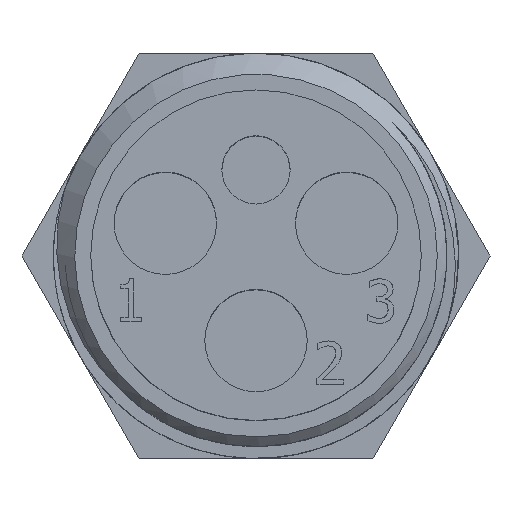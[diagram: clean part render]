
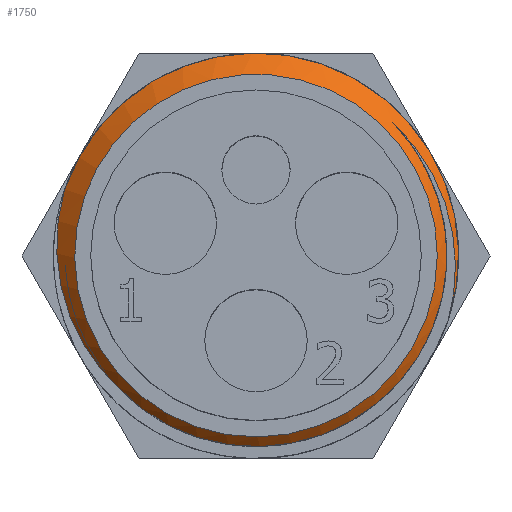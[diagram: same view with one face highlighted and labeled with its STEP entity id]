
A CAD part, top view. The second image highlights one B-rep face of the part: STEP entity #1750.
In plain terms, the highlighted conical face has half-angle 45 degrees and reference radius 9 mm.
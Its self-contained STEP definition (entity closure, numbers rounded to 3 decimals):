
#322=FACE_BOUND($,#558,.T.);
#360=CIRCLE($,#1823,8.95);
#362=CIRCLE($,#1827,9.5);
#363=CIRCLE($,#1828,8.5);
#390=CONICAL_SURFACE($,#1826,9.,45.);
#457=FACE_OUTER_BOUND($,#557,.T.);
#557=EDGE_LOOP($,(#1398,#1399,#1400,#1401));
#558=EDGE_LOOP($,(#1402));
#695=B_SPLINE_CURVE_WITH_KNOTS($,3,(#5349,#5350,#5351,#5352,#5353,#5354,
#5355,#5356,#5357,#5358),.UNSPECIFIED.,.F.,.F.,(4,3,3,4),(0.878,
0.977,1.444,1.897),.UNSPECIFIED.);
#698=B_SPLINE_CURVE_WITH_KNOTS($,3,(#5586,#5587,#5588,#5589,#5590,#5591,
#5592,#5593,#5594,#5595),.UNSPECIFIED.,.F.,.F.,(4,3,3,4),(0.,0.453,
0.919,1.018),.UNSPECIFIED.);
#818=VERTEX_POINT($,#5281);
#820=VERTEX_POINT($,#5315);
#823=VERTEX_POINT($,#5499);
#824=VERTEX_POINT($,#5585);
#826=VERTEX_POINT($,#5638);
#1040=EDGE_CURVE($,#818,#820,#695,.T.);
#1043=EDGE_CURVE($,#824,#823,#698,.T.);
#1047=EDGE_CURVE($,#820,#824,#360,.T.);
#1049=EDGE_CURVE($,#823,#818,#362,.T.);
#1050=EDGE_CURVE($,#826,#826,#363,.T.);
#1398=ORIENTED_EDGE($,*,*,#1043,.T.);
#1399=ORIENTED_EDGE($,*,*,#1049,.T.);
#1400=ORIENTED_EDGE($,*,*,#1040,.T.);
#1401=ORIENTED_EDGE($,*,*,#1047,.T.);
#1402=ORIENTED_EDGE($,*,*,#1050,.T.);
#1750=ADVANCED_FACE($,(#457,#322),#390,.T.);
#1823=AXIS2_PLACEMENT_3D($,#5633,#2062,#2063);
#1826=AXIS2_PLACEMENT_3D($,#5636,#2068,#2069);
#1827=AXIS2_PLACEMENT_3D($,#5637,#2070,#2071);
#1828=AXIS2_PLACEMENT_3D($,#5639,#2072,#2073);
#2062=DIRECTION('center_axis',(0.,0.,1.));
#2063=DIRECTION('ref_axis',(0.,1.,0.));
#2068=DIRECTION('center_axis',(0.,0.,-1.));
#2069=DIRECTION('ref_axis',(-1.,0.,0.));
#2070=DIRECTION('center_axis',(0.,0.,1.));
#2071=DIRECTION('ref_axis',(-1.,0.,0.));
#2072=DIRECTION('center_axis',(0.,0.,-1.));
#2073=DIRECTION('ref_axis',(-1.,0.,0.));
#5281=CARTESIAN_POINT('',(-8.975,3.115,8.5));
#5315=CARTESIAN_POINT('',(-6.469,-6.185,9.05));
#5349=CARTESIAN_POINT('Ctrl Pts',(-8.975,3.115,8.5));
#5350=CARTESIAN_POINT('Ctrl Pts',(-9.066,2.8,8.517));
#5351=CARTESIAN_POINT('Ctrl Pts',(-9.141,2.48,8.535));
#5352=CARTESIAN_POINT('Ctrl Pts',(-9.199,2.158,8.552));
#5353=CARTESIAN_POINT('Ctrl Pts',(-9.472,0.638,8.634));
#5354=CARTESIAN_POINT('Ctrl Pts',(-9.363,-0.954,
8.717));
#5355=CARTESIAN_POINT('Ctrl Pts',(-8.875,-2.421,8.801));
#5356=CARTESIAN_POINT('Ctrl Pts',(-8.402,-3.847,8.883));
#5357=CARTESIAN_POINT('Ctrl Pts',(-7.569,-5.156,8.966));
#5358=CARTESIAN_POINT('Ctrl Pts',(-6.469,-6.185,9.05));
#5499=CARTESIAN_POINT('',(9.005,-3.026,8.5));
#5585=CARTESIAN_POINT('',(6.407,6.249,9.05));
#5586=CARTESIAN_POINT('Ctrl Pts',(6.407,6.249,9.05));
#5587=CARTESIAN_POINT('Ctrl Pts',(7.519,5.23,8.966));
#5588=CARTESIAN_POINT('Ctrl Pts',(8.363,3.931,8.883));
#5589=CARTESIAN_POINT('Ctrl Pts',(8.851,2.509,8.801));
#5590=CARTESIAN_POINT('Ctrl Pts',(9.352,1.049,8.717));
#5591=CARTESIAN_POINT('Ctrl Pts',(9.477,-0.543,8.634));
#5592=CARTESIAN_POINT('Ctrl Pts',(9.22,-2.066,8.552));
#5593=CARTESIAN_POINT('Ctrl Pts',(9.166,-2.389,8.535));
#5594=CARTESIAN_POINT('Ctrl Pts',(9.094,-2.709,8.517));
#5595=CARTESIAN_POINT('Ctrl Pts',(9.005,-3.026,8.5));
#5633=CARTESIAN_POINT('Origin',(0.,0.,9.05));
#5636=CARTESIAN_POINT('Origin',(0.,0.,9.));
#5637=CARTESIAN_POINT('Origin',(0.,0.,8.5));
#5638=CARTESIAN_POINT('',(8.5,0.,9.5));
#5639=CARTESIAN_POINT('Origin',(0.,0.,9.5));
